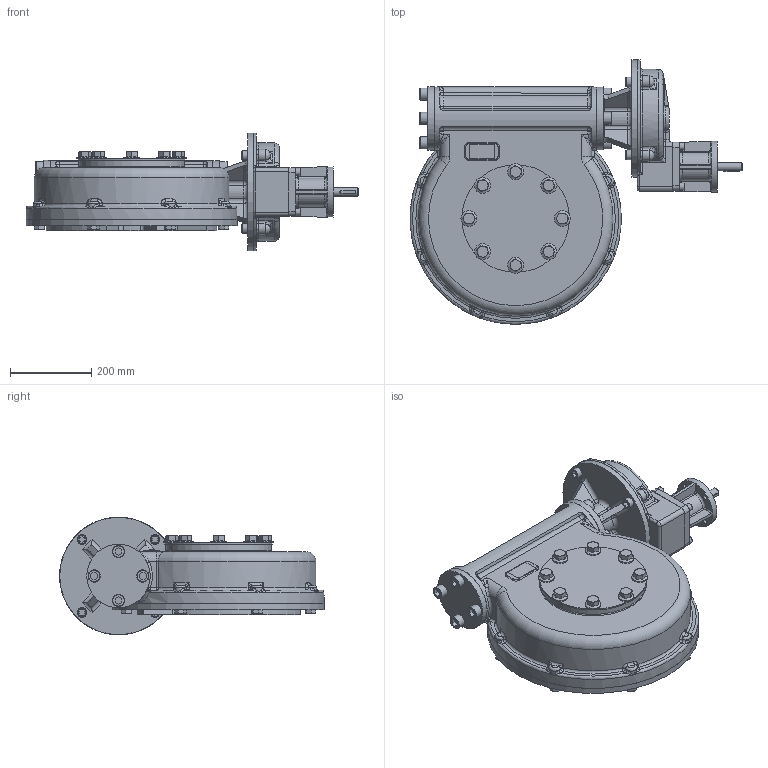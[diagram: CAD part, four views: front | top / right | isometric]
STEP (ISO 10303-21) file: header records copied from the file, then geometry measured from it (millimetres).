
FILE_DESCRIPTION(/* description */ ('Unknown'),/* implementation_level */ '2;1');
FILE_NAME(/* name */ 'PUB-MTW8IRS-F10-F30',/* time_stamp */ '2015-12-09T14:21:51+00:00',/* author */ ('Unknown'),/* organization */ ('Unknown'),/* preprocessor_version */ 'ST-DEVELOPER v16',/* originating_system */ 'DEX',/* authorisation */ $);
FILE_SCHEMA (('AUTOMOTIVE_DESIGN {1 0 10303 214 3 1 1}'));
Products named in the file (1): PUB-MTW8IRS-F10-F30
Bounding box: 817.19 x 650.94 x 289.28 mm (x, y, z)
Surface area: 1485947.3 mm2 (no closed solid volume)
Topology: 0 solids, 45 shells, 1040 faces, 2672 edges, 1592 vertices
Faces by surface type: plane 360, cylinder 243, cone 140, torus 128, bspline 119, sphere 50
Full cylindrical faces by diameter (mm): 10.5 x4, 16.5 x8, 17.294 x8, 18 x4, 20 x1, 24 x4, 30 x8, 39 x8, 50 x1, 70.05 x1, 125 x1, 155 x1, 195 x1, 260 x1, 265 x1, 289 x1, 440 x1, 520 x1
Entity records: 51765 total; most frequent: CARTESIAN_POINT 25915, DIRECTION 4725, ORIENTED_EDGE 4578, EDGE_CURVE 2441, AXIS2_PLACEMENT_3D 1966, VERTEX_POINT 1546, FACE_BOUND 1270, EDGE_LOOP 1262
